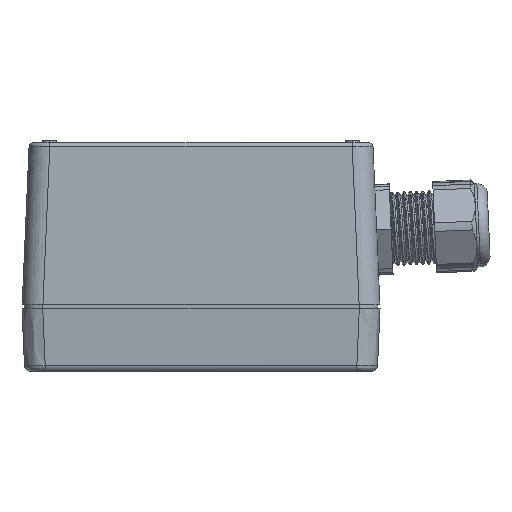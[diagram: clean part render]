
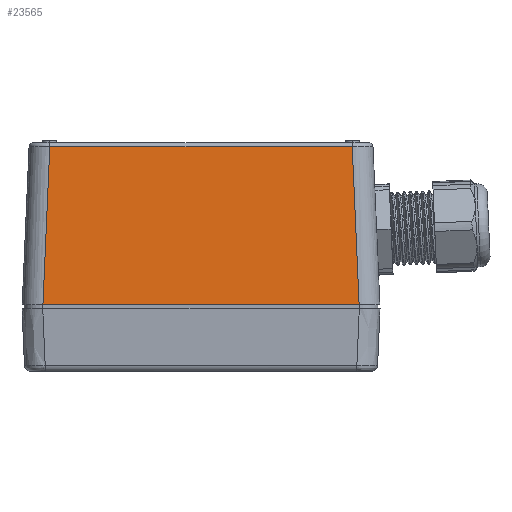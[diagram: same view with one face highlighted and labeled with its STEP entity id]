
A CAD part, left-side view. The second image highlights one B-rep face of the part: STEP entity #23565.
In plain terms, the highlighted free-form (B-spline) face has degree [1, 1] with [2, 2] control points.
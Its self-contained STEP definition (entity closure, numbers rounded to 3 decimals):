
#226 = VERTEX_POINT ( 'NONE', #11594 ) ;
#379 = CARTESIAN_POINT ( 'NONE',  ( -82.956, -38.061, 1. ) ) ;
#484 = ORIENTED_EDGE ( 'NONE', *, *, #17145, .T. ) ;
#1982 = CARTESIAN_POINT ( 'NONE',  ( -82.956, -38.061, 1. ) ) ;
#2070 = VERTEX_POINT ( 'NONE', #1982 ) ;
#2137 = DIRECTION ( 'NONE',  ( 0., -1., 0. ) ) ;
#2307 = VERTEX_POINT ( 'NONE', #18545 ) ;
#2517 = CARTESIAN_POINT ( 'NONE',  ( -81.262, -39.584, 39.804 ) ) ;
#2644 = CARTESIAN_POINT ( 'NONE',  ( -81.295, 36.4, 39.044 ) ) ;
#4117 = CARTESIAN_POINT ( 'NONE',  ( -81.262, 39.584, 39.804 ) ) ;
#4752 = DIRECTION ( 'NONE',  ( 0., -1., 0. ) ) ;
#5199 = VECTOR ( 'NONE', #2137, 1000. ) ;
#5299 = LINE ( 'NONE', #17009, #13561 ) ;
#6215 = CARTESIAN_POINT ( 'NONE',  ( -82.956, 38.061, 1. ) ) ;
#8442 = CARTESIAN_POINT ( 'NONE',  ( -82.99, -39.584, 0.239 ) ) ;
#9295 = ORIENTED_EDGE ( 'NONE', *, *, #18486, .T. ) ;
#9679 = VECTOR ( 'NONE', #4752, 1000. ) ;
#10794 = LINE ( 'NONE', #2644, #9679 ) ;
#11594 = CARTESIAN_POINT ( 'NONE',  ( -81.295, 36.4, 39.044 ) ) ;
#13561 = VECTOR ( 'NONE', #25172, 1000. ) ;
#14596 = CARTESIAN_POINT ( 'NONE',  ( -82.99, 39.584, 0.239 ) ) ;
#17009 = CARTESIAN_POINT ( 'NONE',  ( -81.295, 36.4, 39.044 ) ) ;
#17145 = EDGE_CURVE ( 'NONE', #226, #2307, #5299, .T. ) ;
#17386 = CARTESIAN_POINT ( 'NONE',  ( -81.295, -36.4, 39.044 ) ) ;
#18362 = VERTEX_POINT ( 'NONE', #17386 ) ;
#18486 = EDGE_CURVE ( 'NONE', #2307, #2070, #24497, .T. ) ;
#18545 = CARTESIAN_POINT ( 'NONE',  ( -82.956, 38.061, 1. ) ) ;
#19111 = ORIENTED_EDGE ( 'NONE', *, *, #23923, .T. ) ;
#20133 = LINE ( 'NONE', #379, #24002 ) ;
#21027 = ORIENTED_EDGE ( 'NONE', *, *, #22700, .F. ) ;
#21986 = DIRECTION ( 'NONE',  ( 0.044, 0.044, 0.998 ) ) ;
#22700 = EDGE_CURVE ( 'NONE', #226, #18362, #10794, .T. ) ;
#23565 = ADVANCED_FACE ( 'NONE', ( #24498 ), #25947, .F. ) ;
#23923 = EDGE_CURVE ( 'NONE', #2070, #18362, #20133, .T. ) ;
#24002 = VECTOR ( 'NONE', #21986, 1000. ) ;
#24497 = LINE ( 'NONE', #6215, #5199 ) ;
#24498 = FACE_OUTER_BOUND ( 'NONE', #24519, .T. ) ;
#24519 = EDGE_LOOP ( 'NONE', ( #9295, #19111, #21027, #484 ) ) ;
#25172 = DIRECTION ( 'NONE',  ( -0.044, 0.044, -0.998 ) ) ;
#25947 = B_SPLINE_SURFACE_WITH_KNOTS ( 'NONE', 1, 1, ( 
 ( #14596, #8442 ),
 ( #4117, #2517 ) ),
 .UNSPECIFIED., .F., .F., .F.,
 ( 2, 2 ),
 ( 2, 2 ),
 ( -19.802, 19.802 ),
 ( -39.584, 39.584 ),
 .UNSPECIFIED. ) ;
